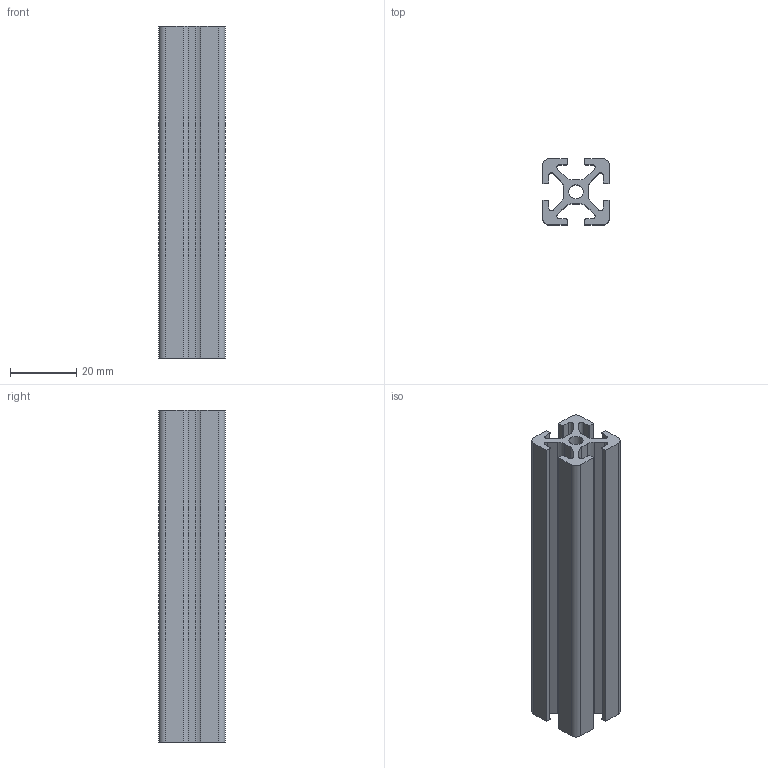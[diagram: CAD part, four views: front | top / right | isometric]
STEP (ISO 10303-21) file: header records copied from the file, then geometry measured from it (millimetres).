
FILE_DESCRIPTION(/* description */ ('Profil 20 x 20'),/* implementation_level */ '2;1');
FILE_NAME(/* name */ '102020.stp',/* time_stamp */ '2017-06-28T16:07:38+02:00',/* author */ ('jiri.spacek'),/* organization */ (''),/* preprocessor_version */ 'ST-DEVELOPER v16.1',/* originating_system */ 'Autodesk Inventor 2016',/* authorisation */ '');
FILE_SCHEMA (('CONFIG_CONTROL_DESIGN'));
Length unit declared in the file: millimetre
Products named in the file (1): 102020
Bounding box: 20 x 20 x 100 mm (x, y, z)
Volume: 18359.5 mm3; surface area: 17392.7 mm2
Topology: 1 solids, 1 shells, 67 faces, 196 edges, 131 vertices
Faces by surface type: plane 38, cylinder 29
Full cylindrical faces by diameter (mm): 4.3 x1
Entity records: 2250 total; most frequent: CARTESIAN_POINT 392, ORIENTED_EDGE 388, DIRECTION 388, EDGE_CURVE 194, LINE 136, VECTOR 136, VERTEX_POINT 130, AXIS2_PLACEMENT_3D 126
